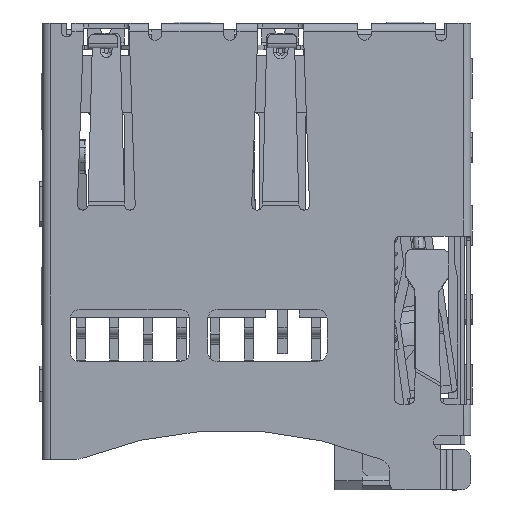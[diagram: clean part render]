
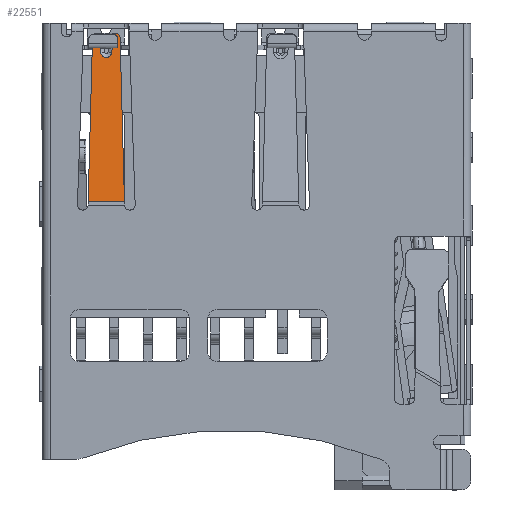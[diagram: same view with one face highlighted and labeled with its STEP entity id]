
A CAD part, top view. The second image highlights one B-rep face of the part: STEP entity #22551.
In plain terms, the highlighted face is planar.
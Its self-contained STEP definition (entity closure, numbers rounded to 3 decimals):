
#181 = VECTOR ( 'NONE', #32958, 1000. ) ;
#1522 = LINE ( 'NONE', #24327, #181 ) ;
#1913 = AXIS2_PLACEMENT_3D ( 'NONE', #27071, #14836, #48450 ) ;
#1941 = DIRECTION ( 'NONE',  ( 0., 0.993, -0.117 ) ) ;
#3243 = CARTESIAN_POINT ( 'NONE',  ( -5.099, -0.581, 0.943 ) ) ;
#3320 = CARTESIAN_POINT ( 'NONE',  ( -5.155, -0.656, 0.311 ) ) ;
#5002 = VERTEX_POINT ( 'NONE', #41896 ) ;
#5994 = ORIENTED_EDGE ( 'NONE', *, *, #8781, .F. ) ;
#6038 = EDGE_CURVE ( 'NONE', #47988, #35034, #52084, .T. ) ;
#6412 = CARTESIAN_POINT ( 'NONE',  ( -4.92, -0.583, 0.927 ) ) ;
#6603 = DIRECTION ( 'NONE',  ( 0., -0.117, -0.993 ) ) ;
#6988 = EDGE_CURVE ( 'NONE', #20558, #34037, #23528, .T. ) ;
#7654 = PLANE ( 'NONE',  #29012 ) ;
#8781 = EDGE_CURVE ( 'NONE', #10815, #45188, #18862, .T. ) ;
#8956 = DIRECTION ( 'NONE',  ( 1., 0., 0. ) ) ;
#9492 = CARTESIAN_POINT ( 'NONE',  ( 0., -0.008, 5.826 ) ) ;
#10376 = AXIS2_PLACEMENT_3D ( 'NONE', #6412, #31928, #6603 ) ;
#10414 = ORIENTED_EDGE ( 'NONE', *, *, #23636, .F. ) ;
#10606 = ORIENTED_EDGE ( 'NONE', *, *, #11062, .T. ) ;
#10815 = VERTEX_POINT ( 'NONE', #52792 ) ;
#11062 = EDGE_CURVE ( 'NONE', #5002, #20558, #35841, .T. ) ;
#11127 = CARTESIAN_POINT ( 'NONE',  ( -5.355, -0.706, -0.118 ) ) ;
#12116 = EDGE_CURVE ( 'NONE', #34037, #45188, #44375, .T. ) ;
#12669 = CIRCLE ( 'NONE', #10376, 0.18 ) ;
#13531 = CARTESIAN_POINT ( 'NONE',  ( -5.371, -0.639, 0.457 ) ) ;
#14305 = CARTESIAN_POINT ( 'NONE',  ( -4.685, -0.656, 0.311 ) ) ;
#14836 = DIRECTION ( 'NONE',  ( 0., 0.993, -0.117 ) ) ;
#18862 = LINE ( 'NONE', #31016, #24185 ) ;
#19432 = CIRCLE ( 'NONE', #34768, 0.18 ) ;
#19639 = ORIENTED_EDGE ( 'NONE', *, *, #47141, .F. ) ;
#20257 = CARTESIAN_POINT ( 'NONE',  ( 0., -0.69, 0.022 ) ) ;
#20280 = CARTESIAN_POINT ( 'NONE',  ( -4.685, -0.656, 0.311 ) ) ;
#20558 = VERTEX_POINT ( 'NONE', #13531 ) ;
#21351 = ORIENTED_EDGE ( 'NONE', *, *, #6038, .F. ) ;
#22551 = ADVANCED_FACE ( 'NONE', ( #27944 ), #7654, .T. ) ;
#22927 = DIRECTION ( 'NONE',  ( 1., 0., 0. ) ) ;
#23227 = CARTESIAN_POINT ( 'NONE',  ( -4.619, -0.656, 0.311 ) ) ;
#23528 = LINE ( 'NONE', #11127, #53936 ) ;
#23636 = EDGE_CURVE ( 'NONE', #53520, #24422, #26913, .T. ) ;
#24185 = VECTOR ( 'NONE', #39491, 1000. ) ;
#24327 = CARTESIAN_POINT ( 'NONE',  ( -4.322, -0.656, 0.311 ) ) ;
#24422 = VERTEX_POINT ( 'NONE', #23227 ) ;
#24786 = EDGE_CURVE ( 'NONE', #54362, #53520, #28743, .T. ) ;
#24934 = ORIENTED_EDGE ( 'NONE', *, *, #24786, .F. ) ;
#25081 = DIRECTION ( 'NONE',  ( 0., 0.117, 0.993 ) ) ;
#25224 = VECTOR ( 'NONE', #8956, 1000. ) ;
#25462 = EDGE_CURVE ( 'NONE', #5002, #47988, #1522, .T. ) ;
#26550 = DIRECTION ( 'NONE',  ( 0.088, -0.116, -0.989 ) ) ;
#26658 = EDGE_CURVE ( 'NONE', #35034, #40346, #12669, .T. ) ;
#26913 = LINE ( 'NONE', #39891, #39426 ) ;
#26953 = ORIENTED_EDGE ( 'NONE', *, *, #25462, .F. ) ;
#27071 = CARTESIAN_POINT ( 'NONE',  ( -4.619, -0.638, 0.46 ) ) ;
#27300 = CARTESIAN_POINT ( 'NONE',  ( -4.92, -0.583, 0.927 ) ) ;
#27748 = ORIENTED_EDGE ( 'NONE', *, *, #12116, .T. ) ;
#27944 = FACE_OUTER_BOUND ( 'NONE', #30297, .T. ) ;
#28526 = CARTESIAN_POINT ( 'NONE',  ( -4.92, -0.562, 1.106 ) ) ;
#28743 = LINE ( 'NONE', #14305, #30071 ) ;
#29012 = AXIS2_PLACEMENT_3D ( 'NONE', #20257, #33148, #44969 ) ;
#30071 = VECTOR ( 'NONE', #26550, 1000. ) ;
#30297 = EDGE_LOOP ( 'NONE', ( #5994, #49313, #10414, #24934, #19639, #45878, #21351, #26953, #10606, #33065, #27748 ) ) ;
#31016 = CARTESIAN_POINT ( 'NONE',  ( -4.478, -0.676, 0.14 ) ) ;
#31237 = CIRCLE ( 'NONE', #1913, 0.15 ) ;
#31435 = DIRECTION ( 'NONE',  ( -0.026, 0.117, 0.993 ) ) ;
#31653 = CARTESIAN_POINT ( 'NONE',  ( -4.741, -0.581, 0.943 ) ) ;
#31928 = DIRECTION ( 'NONE',  ( 0., 0.993, -0.117 ) ) ;
#32948 = CARTESIAN_POINT ( 'NONE',  ( -4.327, -0.008, 5.826 ) ) ;
#32958 = DIRECTION ( 'NONE',  ( 1., 0., 0. ) ) ;
#32970 = CARTESIAN_POINT ( 'NONE',  ( -5.221, -0.638, 0.46 ) ) ;
#33065 = ORIENTED_EDGE ( 'NONE', *, *, #6988, .T. ) ;
#33148 = DIRECTION ( 'NONE',  ( 0., 0.993, -0.117 ) ) ;
#34037 = VERTEX_POINT ( 'NONE', #42466 ) ;
#34768 = AXIS2_PLACEMENT_3D ( 'NONE', #27300, #1941, #53327 ) ;
#35034 = VERTEX_POINT ( 'NONE', #44924 ) ;
#35841 = CIRCLE ( 'NONE', #43062, 0.15 ) ;
#37194 = DIRECTION ( 'NONE',  ( 0., 0.993, -0.117 ) ) ;
#38954 = EDGE_CURVE ( 'NONE', #10815, #24422, #31237, .T. ) ;
#39426 = VECTOR ( 'NONE', #22927, 1000. ) ;
#39491 = DIRECTION ( 'NONE',  ( 0.026, 0.117, 0.993 ) ) ;
#39891 = CARTESIAN_POINT ( 'NONE',  ( -4.322, -0.656, 0.311 ) ) ;
#40346 = VERTEX_POINT ( 'NONE', #28526 ) ;
#40800 = VECTOR ( 'NONE', #46099, 1000. ) ;
#41896 = CARTESIAN_POINT ( 'NONE',  ( -5.221, -0.656, 0.311 ) ) ;
#42466 = CARTESIAN_POINT ( 'NONE',  ( -5.513, -0.008, 5.826 ) ) ;
#43062 = AXIS2_PLACEMENT_3D ( 'NONE', #32970, #37194, #25081 ) ;
#44375 = LINE ( 'NONE', #9492, #25224 ) ;
#44924 = CARTESIAN_POINT ( 'NONE',  ( -5.099, -0.581, 0.943 ) ) ;
#44969 = DIRECTION ( 'NONE',  ( 0., 0.117, 0.993 ) ) ;
#45188 = VERTEX_POINT ( 'NONE', #32948 ) ;
#45878 = ORIENTED_EDGE ( 'NONE', *, *, #26658, .F. ) ;
#46099 = DIRECTION ( 'NONE',  ( 0.088, 0.116, 0.989 ) ) ;
#47141 = EDGE_CURVE ( 'NONE', #40346, #54362, #19432, .T. ) ;
#47988 = VERTEX_POINT ( 'NONE', #3320 ) ;
#48450 = DIRECTION ( 'NONE',  ( 0., 0.117, 0.993 ) ) ;
#49313 = ORIENTED_EDGE ( 'NONE', *, *, #38954, .T. ) ;
#52084 = LINE ( 'NONE', #3243, #40800 ) ;
#52792 = CARTESIAN_POINT ( 'NONE',  ( -4.469, -0.639, 0.457 ) ) ;
#53327 = DIRECTION ( 'NONE',  ( 0., -0.117, -0.993 ) ) ;
#53520 = VERTEX_POINT ( 'NONE', #20280 ) ;
#53936 = VECTOR ( 'NONE', #31435, 1000. ) ;
#54362 = VERTEX_POINT ( 'NONE', #31653 ) ;
